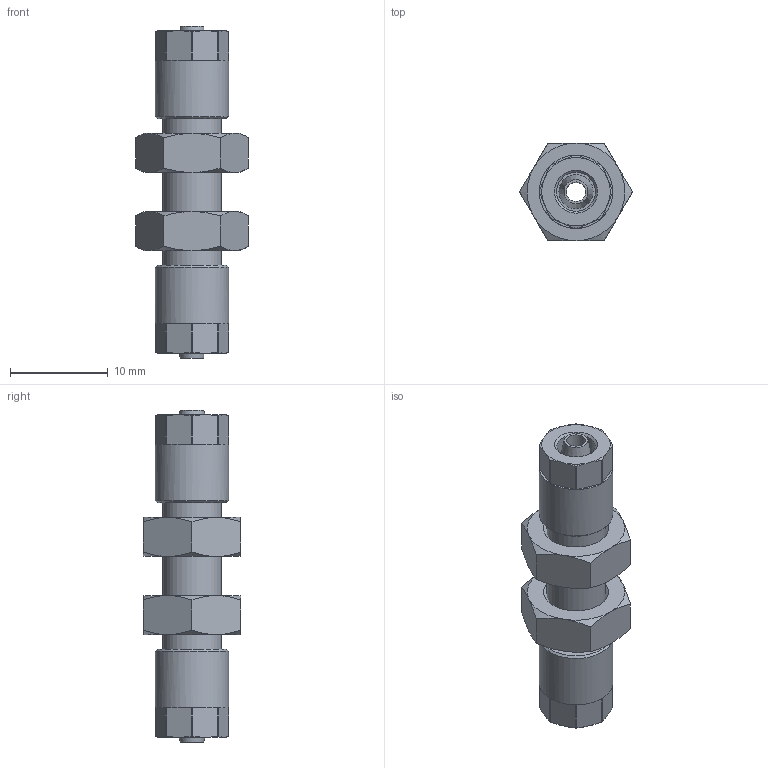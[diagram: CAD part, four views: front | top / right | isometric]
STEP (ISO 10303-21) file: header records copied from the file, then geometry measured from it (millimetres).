
FILE_DESCRIPTION(( 'MC.15.04.04.STP' ), '1');
FILE_NAME( 'MC.15.04.04.STP', '2018-09-27T17:28:34',( 'Sopra'),('sopra-pneumatic.com'), 'SwSTEP 2.0','SolidWorks 2009','' );
FILE_SCHEMA (('AUTOMOTIVE_DESIGN { 1 0 10303 214 1 1 1 1 }'));
Length unit declared in the file: millimetre
Products named in the file (6): Root; R10501; 17001; Kontermutter
Assembly tree (5 placements, depth 2):
  Root
    R10501
    17001
    17001
    Kontermutter
    Kontermutter
Bounding box: 11.55 x 10 x 34 mm (x, y, z)
Volume: 1544 mm3; surface area: 2194.1 mm2
Topology: 5 solids, 5 shells, 126 faces, 288 edges, 176 vertices
Faces by surface type: plane 58, cone 56, cylinder 12
Full cylindrical faces by diameter (mm): 2 x1, 3.1 x2, 4 x2, 5.08 x4, 6 x1, 7.5 x2
Entity records: 6016 total; most frequent: DIRECTION 712, CARTESIAN_POINT 552, PRESENTATION_STYLE_ASSIGNMENT 505, COLOUR_RGB 501, DRAUGHTING_PRE_DEFINED_CURVE_FONT 500, CURVE_STYLE 500, OVER_RIDING_STYLED_ITEM 500, ORIENTED_EDGE 500
